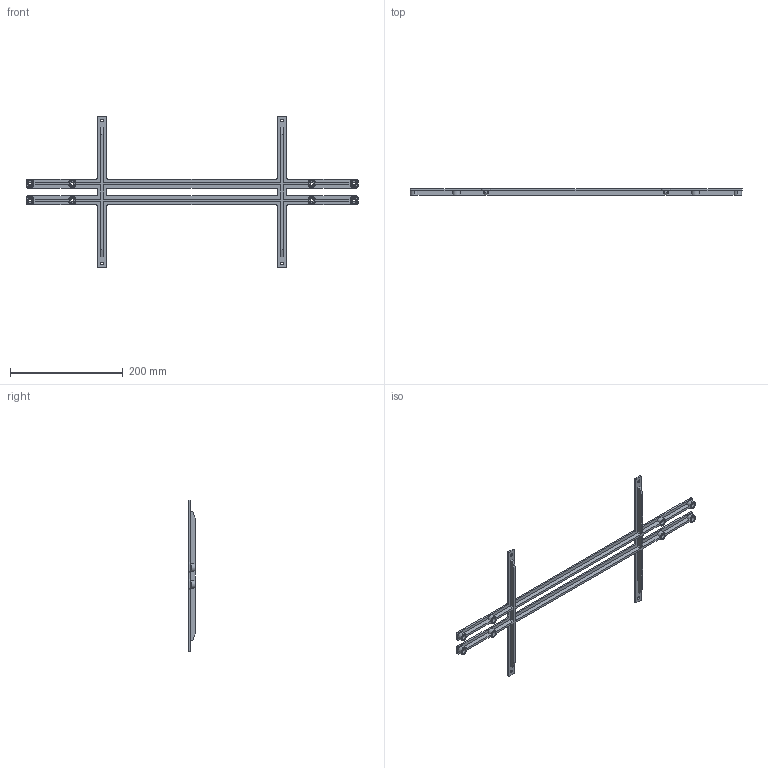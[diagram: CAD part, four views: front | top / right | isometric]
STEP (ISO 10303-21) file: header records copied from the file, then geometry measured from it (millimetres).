
FILE_DESCRIPTION (( 'STEP AP214' ), '1' );
FILE_NAME ('碳板加强筋（7075材质数量1）.STEP', '2021-09-25T02:38:27', ( '' ), ( '' ), 'SwSTEP 2.0', 'SolidWorks 2018', '' );
FILE_SCHEMA (( 'AUTOMOTIVE_DESIGN' ));
Length unit declared in the file: millimetre
Products named in the file (1): 碳板加强筋（7075材质数量1）
Bounding box: 590 x 11 x 270 mm (x, y, z)
Volume: 132527.8 mm3; surface area: 90759.8 mm2
Topology: 1 solids, 1 shells, 196 faces, 552 edges, 368 vertices
Faces by surface type: cylinder 112, plane 84
Entity records: 6506 total; most frequent: DIRECTION 1170, CARTESIAN_POINT 1117, ORIENTED_EDGE 1104, EDGE_CURVE 552, AXIS2_PLACEMENT_3D 421, VERTEX_POINT 368, LINE 328, VECTOR 328
